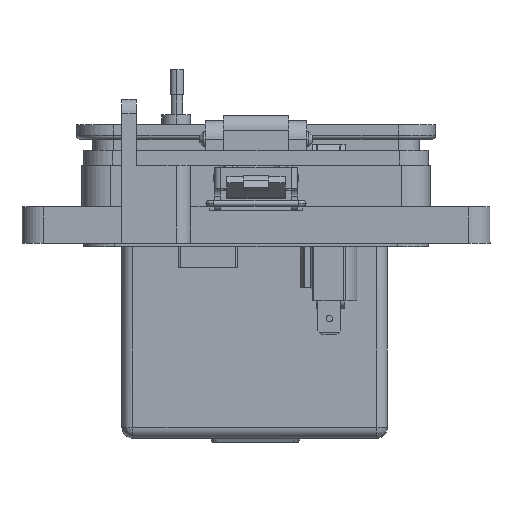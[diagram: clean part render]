
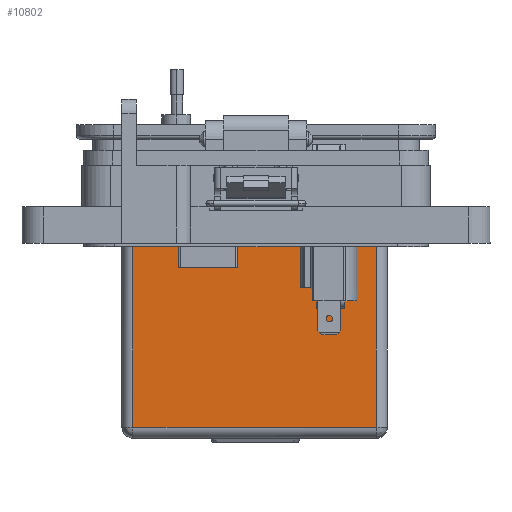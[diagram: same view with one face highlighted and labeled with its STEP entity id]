
A CAD part, front view. The second image highlights one B-rep face of the part: STEP entity #10802.
In plain terms, the highlighted planar face has unit normal (0, -1, 0).
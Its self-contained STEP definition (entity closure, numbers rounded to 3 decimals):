
#859 = VERTEX_POINT ( 'NONE', #75857 ) ;
#2026 = VECTOR ( 'NONE', #70893, 1000. ) ;
#2362 = CARTESIAN_POINT ( 'NONE',  ( -72.146, -45.612, -62.522 ) ) ;
#3522 = ORIENTED_EDGE ( 'NONE', *, *, #85985, .F. ) ;
#3709 = CARTESIAN_POINT ( 'NONE',  ( -2.825, -45.612, -12.212 ) ) ;
#5786 = CARTESIAN_POINT ( 'NONE',  ( -72.146, -45.612, -65.552 ) ) ;
#10802 = ADVANCED_FACE ( 'NONE', ( #44352 ), #32108, .T. ) ;
#14126 = EDGE_CURVE ( 'NONE', #48456, #14396, #66265, .T. ) ;
#14396 = VERTEX_POINT ( 'NONE', #2362 ) ;
#15946 = DIRECTION ( 'NONE',  ( 0., -1., 0. ) ) ;
#18924 = VECTOR ( 'NONE', #71470, 1000. ) ;
#22633 = VECTOR ( 'NONE', #89175, 1000. ) ;
#23260 = EDGE_LOOP ( 'NONE', ( #89636, #27666, #98863, #3522 ) ) ;
#23871 = VECTOR ( 'NONE', #52821, 1000. ) ;
#27666 = ORIENTED_EDGE ( 'NONE', *, *, #97459, .F. ) ;
#27940 = AXIS2_PLACEMENT_3D ( 'NONE', #65162, #15946, #73407 ) ;
#29196 = LINE ( 'NONE', #5786, #18924 ) ;
#32108 = PLANE ( 'NONE',  #27940 ) ;
#42305 = EDGE_CURVE ( 'NONE', #87292, #859, #67529, .T. ) ;
#44352 = FACE_OUTER_BOUND ( 'NONE', #23260, .T. ) ;
#48456 = VERTEX_POINT ( 'NONE', #62294 ) ;
#52821 = DIRECTION ( 'NONE',  ( -1., 0., 0. ) ) ;
#53962 = CARTESIAN_POINT ( 'NONE',  ( -5.093, -45.612, -65.552 ) ) ;
#56462 = CARTESIAN_POINT ( 'NONE',  ( -21.856, -45.612, -62.522 ) ) ;
#62294 = CARTESIAN_POINT ( 'NONE',  ( -5.093, -45.612, -62.522 ) ) ;
#65162 = CARTESIAN_POINT ( 'NONE',  ( -5.093, -45.612, -65.552 ) ) ;
#66265 = LINE ( 'NONE', #56462, #22633 ) ;
#67529 = LINE ( 'NONE', #3709, #23871 ) ;
#70893 = DIRECTION ( 'NONE',  ( 0., 0., -1. ) ) ;
#71470 = DIRECTION ( 'NONE',  ( 0., 0., 1. ) ) ;
#73407 = DIRECTION ( 'NONE',  ( 1., 0., 0. ) ) ;
#75857 = CARTESIAN_POINT ( 'NONE',  ( -72.146, -45.612, -12.212 ) ) ;
#85983 = CARTESIAN_POINT ( 'NONE',  ( -5.093, -45.612, -12.212 ) ) ;
#85985 = EDGE_CURVE ( 'NONE', #87292, #48456, #103456, .T. ) ;
#87292 = VERTEX_POINT ( 'NONE', #85983 ) ;
#89175 = DIRECTION ( 'NONE',  ( -1., 0., 0. ) ) ;
#89636 = ORIENTED_EDGE ( 'NONE', *, *, #42305, .T. ) ;
#97459 = EDGE_CURVE ( 'NONE', #14396, #859, #29196, .T. ) ;
#98863 = ORIENTED_EDGE ( 'NONE', *, *, #14126, .F. ) ;
#103456 = LINE ( 'NONE', #53962, #2026 ) ;
